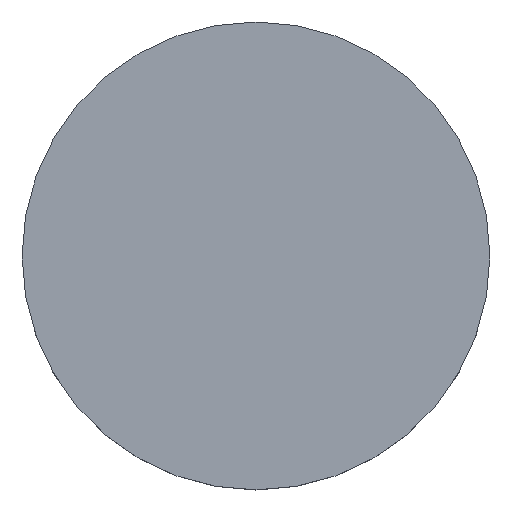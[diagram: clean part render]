
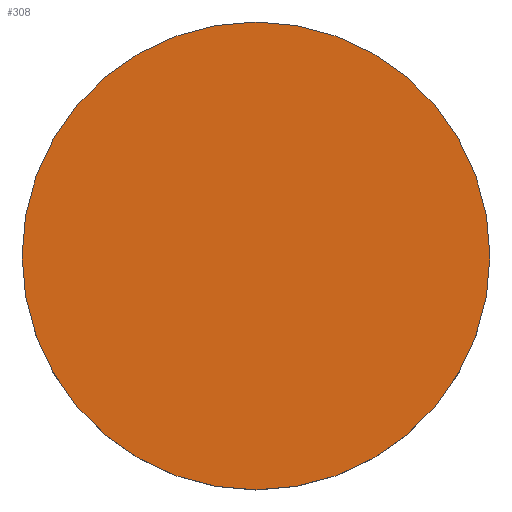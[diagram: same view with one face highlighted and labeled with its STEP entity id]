
A CAD part, top view. The second image highlights one B-rep face of the part: STEP entity #308.
In plain terms, the highlighted planar face has unit normal (0, 0, 1).
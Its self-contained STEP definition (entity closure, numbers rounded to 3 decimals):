
#53 = ORIENTED_EDGE ( 'NONE', *, *, #984, .T. ) ;
#75 = CARTESIAN_POINT ( 'NONE',  ( 50., 0., 20. ) ) ;
#76 = CIRCLE ( 'NONE', #616, 50. ) ;
#191 = CARTESIAN_POINT ( 'NONE',  ( 0., 0., 20. ) ) ;
#198 = VERTEX_POINT ( 'NONE', #75 ) ;
#221 = ORIENTED_EDGE ( 'NONE', *, *, #325, .T. ) ;
#263 = DIRECTION ( 'NONE',  ( 0., 0., 1. ) ) ;
#308 = ADVANCED_FACE ( 'NONE', ( #614 ), #423, .T. ) ;
#325 = EDGE_CURVE ( 'NONE', #909, #198, #76, .T. ) ;
#343 = DIRECTION ( 'NONE',  ( 0., 0., 1. ) ) ;
#347 = DIRECTION ( 'NONE',  ( 0., 0., 1. ) ) ;
#423 = PLANE ( 'NONE',  #751 ) ;
#437 = AXIS2_PLACEMENT_3D ( 'NONE', #191, #347, #740 ) ;
#456 = EDGE_LOOP ( 'NONE', ( #221, #53 ) ) ;
#496 = CARTESIAN_POINT ( 'NONE',  ( 0., 0., 20. ) ) ;
#538 = CIRCLE ( 'NONE', #437, 50. ) ;
#614 = FACE_OUTER_BOUND ( 'NONE', #456, .T. ) ;
#616 = AXIS2_PLACEMENT_3D ( 'NONE', #662, #343, #652 ) ;
#652 = DIRECTION ( 'NONE',  ( 1., 0., 0. ) ) ;
#662 = CARTESIAN_POINT ( 'NONE',  ( 0., 0., 20. ) ) ;
#740 = DIRECTION ( 'NONE',  ( 1., 0., 0. ) ) ;
#751 = AXIS2_PLACEMENT_3D ( 'NONE', #496, #263, #823 ) ;
#823 = DIRECTION ( 'NONE',  ( 1., 0., 0. ) ) ;
#909 = VERTEX_POINT ( 'NONE', #959 ) ;
#959 = CARTESIAN_POINT ( 'NONE',  ( -50., 0., 20. ) ) ;
#984 = EDGE_CURVE ( 'NONE', #198, #909, #538, .T. ) ;
